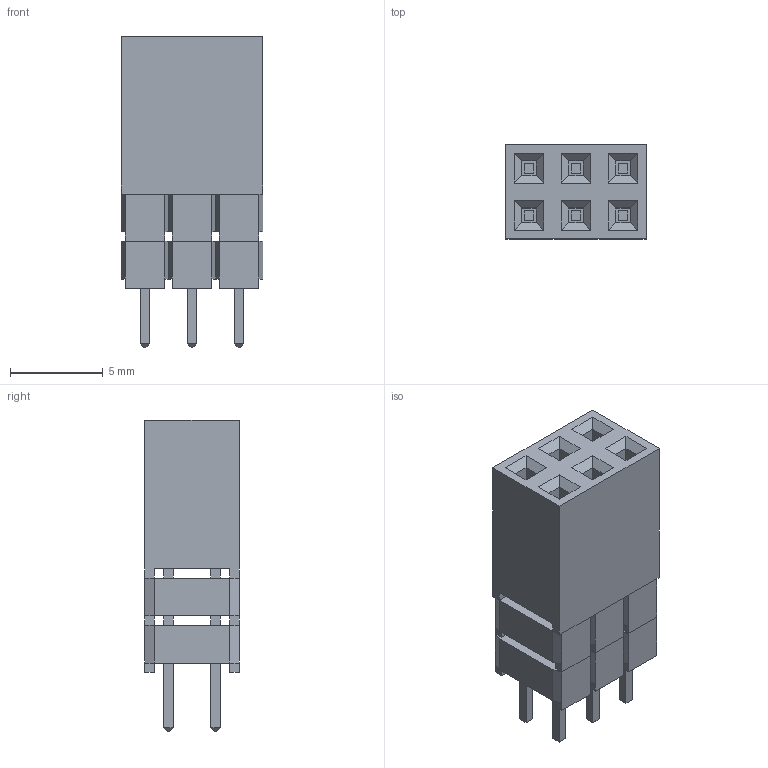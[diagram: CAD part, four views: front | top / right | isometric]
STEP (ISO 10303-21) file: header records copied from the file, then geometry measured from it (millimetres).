
FILE_DESCRIPTION(('FreeCAD Model'),'2;1');
FILE_NAME('Socket_Strip_Straight_L13.6_P2.5_02x03.step','2019-08-27T03:00:30',('Author'),(''), 'Open CASCADE STEP processor 6.8','FreeCAD','Unknown');
FILE_SCHEMA(('AUTOMOTIVE_DESIGN { 1 0 10303 214 1 1 1 1 }'));
Length unit declared in the file: millimetre
Products named in the file (1): Socket_Strip_Straight_L13.6_P2.5_02x03
Bounding box: 7.62 x 5.08 x 16.78 mm (x, y, z)
Volume: 455.3 mm3; surface area: 736.6 mm2
Topology: 1 solids, 1 shells, 284 faces, 696 edges, 416 vertices
Faces by surface type: plane 284
Entity records: 10070 total; most frequent: CARTESIAN_POINT 1397, ORIENTED_EDGE 1392, DIRECTION 1266, EDGE_CURVE 696, LINE 696, VECTOR 696, VERTEX_POINT 416, FACE_BOUND 326
